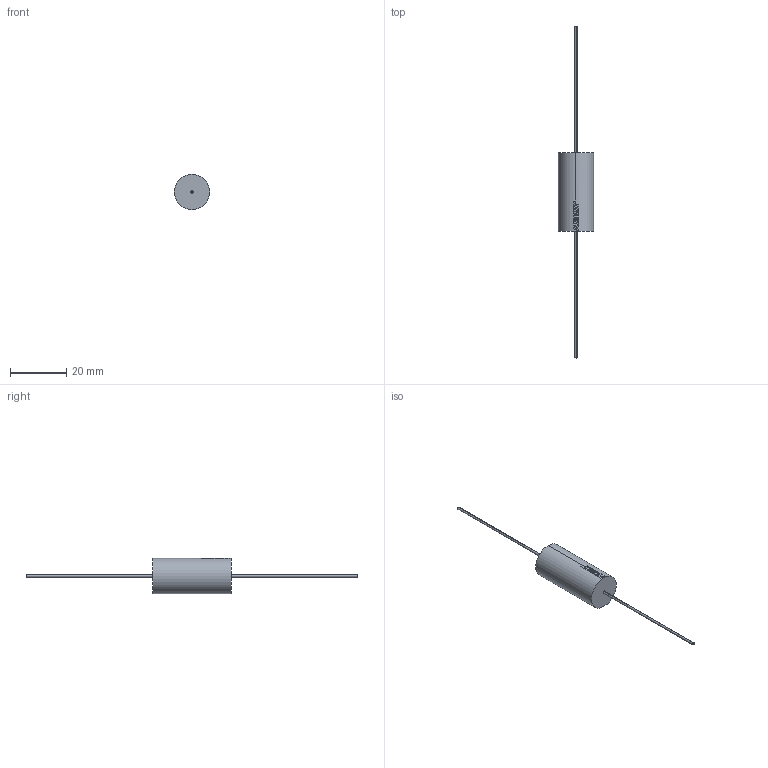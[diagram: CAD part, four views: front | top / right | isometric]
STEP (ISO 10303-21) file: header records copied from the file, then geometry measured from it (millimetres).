
FILE_DESCRIPTION (( 'STEP AP214' ), '1' );
FILE_NAME ('CFA_ACWF_12.5X28_D12.5L28LL45F0.85.STEP', '2018-02-12T16:16:42', ( '' ), ( '' ), 'SwSTEP 2.0', 'SolidWorks 2014', '' );
FILE_SCHEMA (( 'AUTOMOTIVE_DESIGN' ));
Length unit declared in the file: millimetre
Products named in the file (1): CFA_ACWF_12.5X28_D12.5L28LL45F0.85
Bounding box: 12.5 x 118 x 12.51 mm (x, y, z)
Volume: 3487.3 mm3; surface area: 1585.9 mm2
Topology: 1 solids, 1 shells, 72 faces, 204 edges, 136 vertices
Faces by surface type: bspline 31, plane 26, cylinder 15
Entity records: 3319 total; most frequent: CARTESIAN_POINT 961, ORIENTED_EDGE 408, EDGE_CURVE 204, DIRECTION 169, VERTEX_POINT 136, B_SPLINE_CURVE_WITH_KNOTS 131, UNCERTAINTY_MEASURE_WITH_UNIT 75, SURFACE_STYLE_FILL_AREA 74
